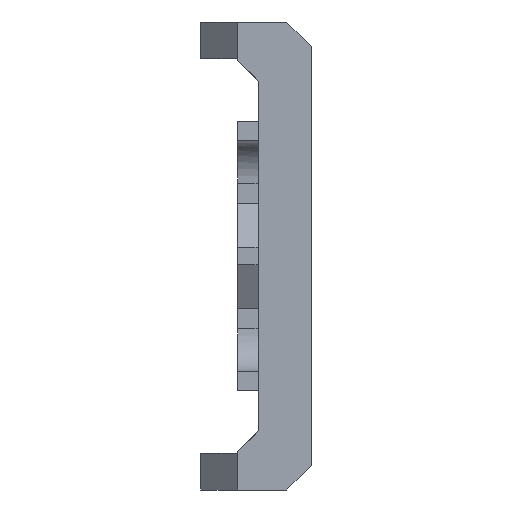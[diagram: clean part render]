
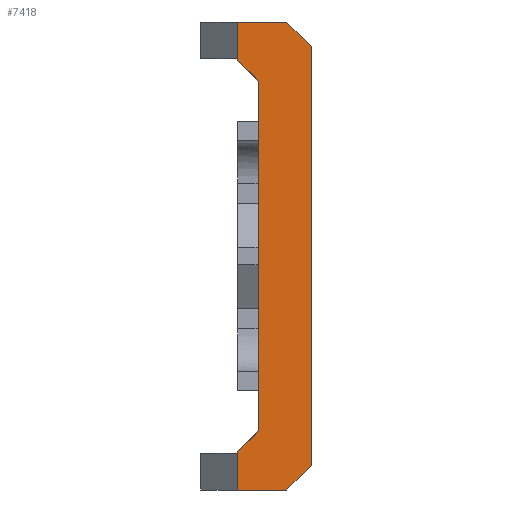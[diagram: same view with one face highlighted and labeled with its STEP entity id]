
A CAD part, left-side view. The second image highlights one B-rep face of the part: STEP entity #7418.
In plain terms, the highlighted planar face has unit normal (-1, 0, 0).
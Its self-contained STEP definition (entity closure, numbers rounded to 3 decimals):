
#132=DIRECTION('',(0.,0.,1.));
#133=VECTOR('',#132,34.);
#134=CARTESIAN_POINT('',(-12.5,0.,-17.));
#135=LINE('',#134,#133);
#934=DIRECTION('',(0.,1.,0.));
#935=VECTOR('',#934,4.);
#936=CARTESIAN_POINT('',(-12.5,2.,19.));
#937=LINE('',#936,#935);
#978=DIRECTION('',(0.,0.707,0.707));
#979=VECTOR('',#978,2.828);
#980=CARTESIAN_POINT('',(-12.5,0.,17.));
#981=LINE('',#980,#979);
#2108=DIRECTION('',(0.,-1.,0.));
#2109=VECTOR('',#2108,4.);
#2110=CARTESIAN_POINT('',(-12.5,6.,-19.));
#2111=LINE('',#2110,#2109);
#2168=DIRECTION('',(0.,0.,1.));
#2169=VECTOR('',#2168,3.1);
#2170=CARTESIAN_POINT('',(-12.5,6.,15.9));
#2171=LINE('',#2170,#2169);
#2172=DIRECTION('',(0.,0.,1.));
#2173=VECTOR('',#2172,3.1);
#2174=CARTESIAN_POINT('',(-12.5,6.,-19.));
#2175=LINE('',#2174,#2173);
#2176=DIRECTION('',(0.,-0.707,0.707));
#2177=VECTOR('',#2176,2.404);
#2178=CARTESIAN_POINT('',(-12.5,6.,-15.9));
#2179=LINE('',#2178,#2177);
#2180=DIRECTION('',(0.,0.,1.));
#2181=VECTOR('',#2180,28.4);
#2182=CARTESIAN_POINT('',(-12.5,4.3,-14.2));
#2183=LINE('',#2182,#2181);
#2184=DIRECTION('',(0.,0.707,0.707));
#2185=VECTOR('',#2184,2.404);
#2186=CARTESIAN_POINT('',(-12.5,4.3,14.2));
#2187=LINE('',#2186,#2185);
#3206=DIRECTION('',(0.,0.707,-0.707));
#3207=VECTOR('',#3206,2.828);
#3208=CARTESIAN_POINT('',(-12.5,0.,-17.));
#3209=LINE('',#3208,#3207);
#3822=CARTESIAN_POINT('',(-12.5,0.,-17.));
#3823=CARTESIAN_POINT('',(-12.5,2.,-19.));
#3824=VERTEX_POINT('',#3822);
#3825=VERTEX_POINT('',#3823);
#3826=CARTESIAN_POINT('',(-12.5,0.,17.));
#3827=CARTESIAN_POINT('',(-12.5,2.,19.));
#3828=VERTEX_POINT('',#3826);
#3829=VERTEX_POINT('',#3827);
#3854=CARTESIAN_POINT('',(-12.5,4.3,-14.2));
#3855=CARTESIAN_POINT('',(-12.5,4.3,14.2));
#3856=VERTEX_POINT('',#3854);
#3857=VERTEX_POINT('',#3855);
#4883=CARTESIAN_POINT('',(-12.5,6.,19.));
#4885=VERTEX_POINT('',#4883);
#4886=CARTESIAN_POINT('',(-12.5,6.,15.9));
#4887=VERTEX_POINT('',#4886);
#4896=CARTESIAN_POINT('',(-12.5,6.,-15.9));
#4897=VERTEX_POINT('',#4896);
#4898=CARTESIAN_POINT('',(-12.5,6.,-19.));
#4899=VERTEX_POINT('',#4898);
#7398=CARTESIAN_POINT('',(-12.5,0.,-19.));
#7399=DIRECTION('',(-1.,0.,0.));
#7400=DIRECTION('',(0.,0.,1.));
#7401=AXIS2_PLACEMENT_3D('',#7398,#7399,#7400);
#7402=PLANE('',#7401);
#7404=ORIENTED_EDGE('',*,*,#7403,.T.);
#7405=ORIENTED_EDGE('',*,*,#6058,.F.);
#7406=ORIENTED_EDGE('',*,*,#6132,.F.);
#7407=ORIENTED_EDGE('',*,*,#4983,.F.);
#7409=ORIENTED_EDGE('',*,*,#7408,.T.);
#7410=ORIENTED_EDGE('',*,*,#7265,.F.);
#7411=ORIENTED_EDGE('',*,*,#7361,.T.);
#7412=ORIENTED_EDGE('',*,*,#7379,.T.);
#7413=ORIENTED_EDGE('',*,*,#7389,.T.);
#7415=ORIENTED_EDGE('',*,*,#7414,.T.);
#7416=EDGE_LOOP('',(#7404,#7405,#7406,#7407,#7409,#7410,#7411,#7412,#7413,
#7415));
#7417=FACE_OUTER_BOUND('',#7416,.F.);
#7418=ADVANCED_FACE('',(#7417),#7402,.T.);
#4983=EDGE_CURVE('',#3824,#3828,#135,.T.);
#6058=EDGE_CURVE('',#3829,#4885,#937,.T.);
#6132=EDGE_CURVE('',#3828,#3829,#981,.T.);
#7265=EDGE_CURVE('',#4899,#3825,#2111,.T.);
#7361=EDGE_CURVE('',#4899,#4897,#2175,.T.);
#7379=EDGE_CURVE('',#4897,#3856,#2179,.T.);
#7389=EDGE_CURVE('',#3856,#3857,#2183,.T.);
#7403=EDGE_CURVE('',#4887,#4885,#2171,.T.);
#7408=EDGE_CURVE('',#3824,#3825,#3209,.T.);
#7414=EDGE_CURVE('',#3857,#4887,#2187,.T.);
